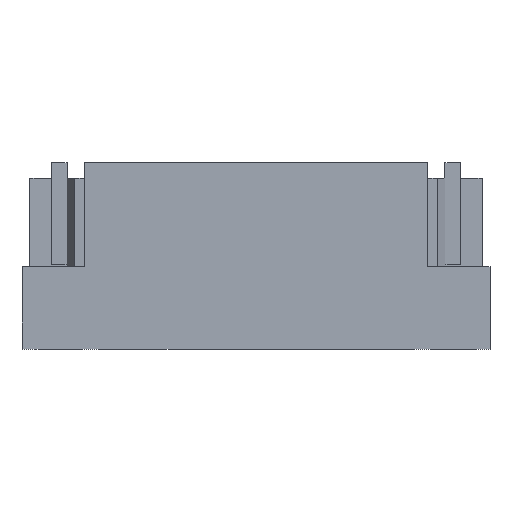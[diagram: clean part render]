
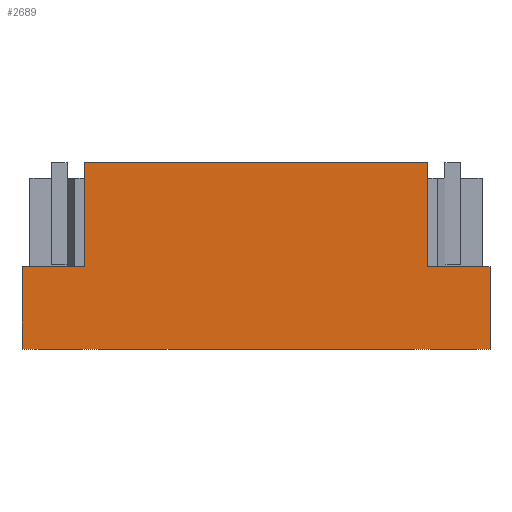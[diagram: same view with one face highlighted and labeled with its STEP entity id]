
A CAD part, top view. The second image highlights one B-rep face of the part: STEP entity #2689.
In plain terms, the highlighted planar face has unit normal (0, 0, 1).
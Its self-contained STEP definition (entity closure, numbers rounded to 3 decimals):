
#2658=AXIS2_PLACEMENT_3D('Plane Axis2P3D',#2655,#2656,#2657) ;
#1183=CARTESIAN_POINT('Line Origine',(-15.06,0.,10.)) ;
#1187=CARTESIAN_POINT('Vertex',(-4.,0.,10.)) ;
#1189=CARTESIAN_POINT('Vertex',(-26.12,0.,10.)) ;
#1382=CARTESIAN_POINT('Line Origine',(-4.,-3.35,10.)) ;
#1386=CARTESIAN_POINT('Vertex',(-4.,-6.7,10.)) ;
#1459=CARTESIAN_POINT('Line Origine',(-2.,-6.7,10.)) ;
#1463=CARTESIAN_POINT('Vertex',(0.,-6.7,10.)) ;
#1491=CARTESIAN_POINT('Line Origine',(0.,-9.35,10.)) ;
#1495=CARTESIAN_POINT('Vertex',(0.,-12.,10.)) ;
#1516=CARTESIAN_POINT('Line Origine',(-15.06,-12.,10.)) ;
#1520=CARTESIAN_POINT('Vertex',(-30.12,-12.,10.)) ;
#2655=CARTESIAN_POINT('Axis2P3D Location',(-25.22,0.,10.)) ;
#2660=CARTESIAN_POINT('Line Origine',(-26.12,-3.35,10.)) ;
#2664=CARTESIAN_POINT('Vertex',(-26.12,-6.7,10.)) ;
#2667=CARTESIAN_POINT('Line Origine',(-28.12,-6.7,10.)) ;
#2671=CARTESIAN_POINT('Vertex',(-30.12,-6.7,10.)) ;
#2674=CARTESIAN_POINT('Line Origine',(-30.12,-9.35,10.)) ;
#1184=DIRECTION('Vector Direction',(1.,0.,0.)) ;
#1383=DIRECTION('Vector Direction',(0.,1.,0.)) ;
#1460=DIRECTION('Vector Direction',(1.,0.,0.)) ;
#1492=DIRECTION('Vector Direction',(0.,-1.,0.)) ;
#1517=DIRECTION('Vector Direction',(1.,0.,0.)) ;
#2656=DIRECTION('Axis2P3D Direction',(0.,0.,1.)) ;
#2657=DIRECTION('Axis2P3D XDirection',(0.,-1.,0.)) ;
#2661=DIRECTION('Vector Direction',(0.,1.,0.)) ;
#2668=DIRECTION('Vector Direction',(1.,0.,0.)) ;
#2675=DIRECTION('Vector Direction',(0.,-1.,0.)) ;
#1185=VECTOR('Line Direction',#1184,1.) ;
#1384=VECTOR('Line Direction',#1383,1.) ;
#1461=VECTOR('Line Direction',#1460,1.) ;
#1493=VECTOR('Line Direction',#1492,1.) ;
#1518=VECTOR('Line Direction',#1517,1.) ;
#2662=VECTOR('Line Direction',#2661,1.) ;
#2669=VECTOR('Line Direction',#2668,1.) ;
#2676=VECTOR('Line Direction',#2675,1.) ;
#2680=ORIENTED_EDGE('',*,*,#1522,.T.) ;
#2681=ORIENTED_EDGE('',*,*,#1497,.F.) ;
#2682=ORIENTED_EDGE('',*,*,#1465,.T.) ;
#2683=ORIENTED_EDGE('',*,*,#1388,.F.) ;
#2684=ORIENTED_EDGE('',*,*,#1191,.T.) ;
#2685=ORIENTED_EDGE('',*,*,#2666,.T.) ;
#2686=ORIENTED_EDGE('',*,*,#2673,.F.) ;
#2687=ORIENTED_EDGE('',*,*,#2678,.T.) ;
#2689=ADVANCED_FACE('HOUSING',(#2688),#2659,.T.) ;
#1191=EDGE_CURVE('',#1188,#1190,#1186,.F.) ;
#1388=EDGE_CURVE('',#1188,#1387,#1385,.F.) ;
#1465=EDGE_CURVE('',#1464,#1387,#1462,.F.) ;
#1497=EDGE_CURVE('',#1464,#1496,#1494,.T.) ;
#1522=EDGE_CURVE('',#1521,#1496,#1519,.T.) ;
#2666=EDGE_CURVE('',#1190,#2665,#2663,.F.) ;
#2673=EDGE_CURVE('',#2672,#2665,#2670,.T.) ;
#2678=EDGE_CURVE('',#2672,#1521,#2677,.T.) ;
#2679=EDGE_LOOP('',(#2680,#2681,#2682,#2683,#2684,#2685,#2686,#2687)) ;
#2688=FACE_OUTER_BOUND('',#2679,.T.) ;
#1186=LINE('Line',#1183,#1185) ;
#1385=LINE('Line',#1382,#1384) ;
#1462=LINE('Line',#1459,#1461) ;
#1494=LINE('Line',#1491,#1493) ;
#1519=LINE('Line',#1516,#1518) ;
#2663=LINE('Line',#2660,#2662) ;
#2670=LINE('Line',#2667,#2669) ;
#2677=LINE('Line',#2674,#2676) ;
#2659=PLANE('',#2658) ;
#1188=VERTEX_POINT('',#1187) ;
#1190=VERTEX_POINT('',#1189) ;
#1387=VERTEX_POINT('',#1386) ;
#1464=VERTEX_POINT('',#1463) ;
#1496=VERTEX_POINT('',#1495) ;
#1521=VERTEX_POINT('',#1520) ;
#2665=VERTEX_POINT('',#2664) ;
#2672=VERTEX_POINT('',#2671) ;
